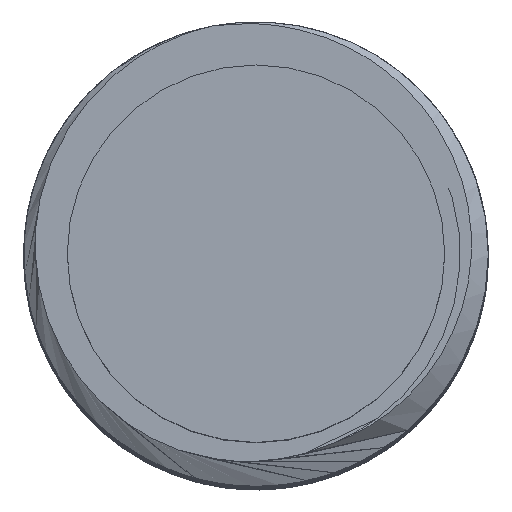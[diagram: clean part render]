
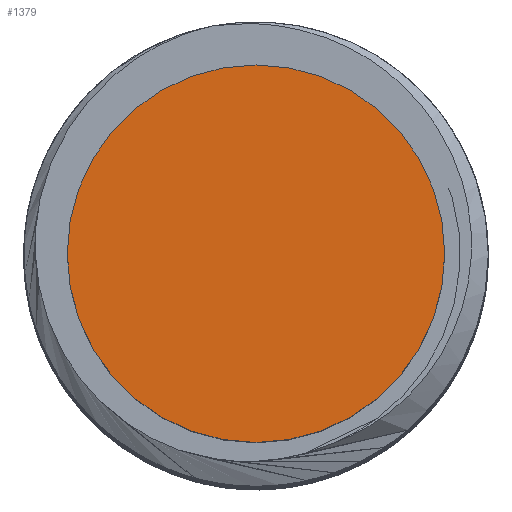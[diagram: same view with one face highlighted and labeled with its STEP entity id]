
A CAD part, top view. The second image highlights one B-rep face of the part: STEP entity #1379.
In plain terms, the highlighted planar face has unit normal (0, 0, 1).
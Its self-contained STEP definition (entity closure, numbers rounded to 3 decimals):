
#393=FACE_OUTER_BOUND('',#482,.T.);
#482=EDGE_LOOP('',(#1255));
#523=CIRCLE('',#1502,3.25);
#664=VERTEX_POINT('',#9479);
#865=EDGE_CURVE('',#664,#664,#523,.T.);
#1255=ORIENTED_EDGE('',*,*,#865,.T.);
#1304=PLANE('',#1501);
#1379=ADVANCED_FACE('',(#393),#1304,.T.);
#1501=AXIS2_PLACEMENT_3D('',#9478,#1753,#1754);
#1502=AXIS2_PLACEMENT_3D('',#9480,#1755,#1756);
#1753=DIRECTION('center_axis',(0.,0.,1.));
#1754=DIRECTION('ref_axis',(1.,0.,0.));
#1755=DIRECTION('center_axis',(0.,0.,1.));
#1756=DIRECTION('ref_axis',(1.,0.,0.));
#9478=CARTESIAN_POINT('Origin',(-23.429,2.808,53.106));
#9479=CARTESIAN_POINT('',(-20.179,2.808,53.106));
#9480=CARTESIAN_POINT('Origin',(-23.429,2.808,53.106));
